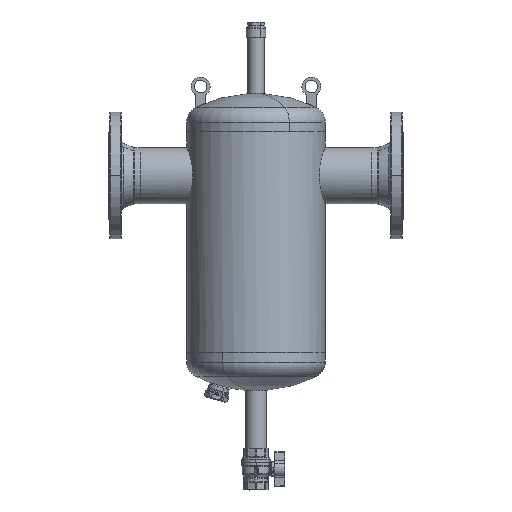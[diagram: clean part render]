
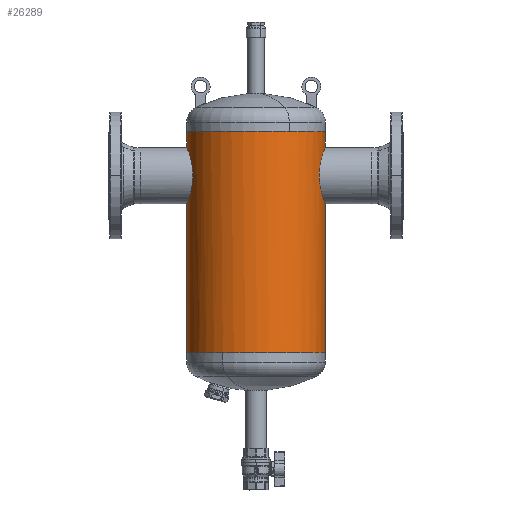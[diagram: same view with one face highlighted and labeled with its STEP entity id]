
A CAD part, front view. The second image highlights one B-rep face of the part: STEP entity #26289.
In plain terms, the highlighted cylindrical face has radius 109.5 mm (diameter 219 mm), a partial arc.
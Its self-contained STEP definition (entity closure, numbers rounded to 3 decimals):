
#26027=CARTESIAN_POINT('Line Origine',(109.5,0.,175.)) ;
#26031=CARTESIAN_POINT('Vertex',(109.5,0.,0.)) ;
#26033=CARTESIAN_POINT('Vertex',(109.5,0.,235.05)) ;
#26047=CARTESIAN_POINT('Vertex',(-109.5,0.,0.)) ;
#26050=CARTESIAN_POINT('Line Origine',(-109.5,0.,175.)) ;
#26054=CARTESIAN_POINT('Vertex',(-109.5,0.,235.05)) ;
#26092=CARTESIAN_POINT('Vertex',(-109.5,0.,324.95)) ;
#26095=CARTESIAN_POINT('Line Origine',(-109.5,0.,175.)) ;
#26099=CARTESIAN_POINT('Vertex',(-109.5,0.,350.)) ;
#26113=CARTESIAN_POINT('Vertex',(109.5,0.,350.)) ;
#26116=CARTESIAN_POINT('Line Origine',(109.5,0.,175.)) ;
#26120=CARTESIAN_POINT('Vertex',(109.5,0.,324.95)) ;
#26174=CARTESIAN_POINT('Axis2P3D Location',(0.,0.,175.)) ;
#26179=CARTESIAN_POINT('Axis2P3D Location',(0.,0.,0.)) ;
#26183=CARTESIAN_POINT('Vertex',(-52.497,-96.095,0.)) ;
#26186=CARTESIAN_POINT('Axis2P3D Location',(0.,0.,0.)) ;
#26192=CARTESIAN_POINT('Control Point',(99.849,-44.95,280.)) ;
#26193=CARTESIAN_POINT('Control Point',(99.849,-44.95,275.261)) ;
#26194=CARTESIAN_POINT('Control Point',(100.13,-44.325,270.521)) ;
#26195=CARTESIAN_POINT('Control Point',(100.693,-43.075,265.918)) ;
#26196=CARTESIAN_POINT('Control Point',(101.965,-40.063,258.698)) ;
#26197=CARTESIAN_POINT('Control Point',(103.563,-35.646,252.361)) ;
#26198=CARTESIAN_POINT('Control Point',(104.224,-33.686,250.004)) ;
#26199=CARTESIAN_POINT('Control Point',(105.555,-29.376,245.633)) ;
#26200=CARTESIAN_POINT('Control Point',(106.802,-24.373,242.043)) ;
#26201=CARTESIAN_POINT('Control Point',(107.382,-21.709,240.457)) ;
#26202=CARTESIAN_POINT('Control Point',(108.432,-15.981,237.686)) ;
#26203=CARTESIAN_POINT('Control Point',(109.131,-9.808,235.95)) ;
#26204=CARTESIAN_POINT('Control Point',(109.377,-6.567,235.35)) ;
#26205=CARTESIAN_POINT('Control Point',(109.5,-3.284,235.05)) ;
#26206=CARTESIAN_POINT('Control Point',(109.5,0.,235.05)) ;
#26207=CARTESIAN_POINT('Vertex',(99.849,-44.95,280.)) ;
#26211=CARTESIAN_POINT('Control Point',(99.849,-44.95,280.)) ;
#26212=CARTESIAN_POINT('Control Point',(99.849,-44.95,284.739)) ;
#26213=CARTESIAN_POINT('Control Point',(100.13,-44.325,289.479)) ;
#26214=CARTESIAN_POINT('Control Point',(100.693,-43.075,294.082)) ;
#26215=CARTESIAN_POINT('Control Point',(101.965,-40.063,301.302)) ;
#26216=CARTESIAN_POINT('Control Point',(103.563,-35.646,307.639)) ;
#26217=CARTESIAN_POINT('Control Point',(104.224,-33.686,309.996)) ;
#26218=CARTESIAN_POINT('Control Point',(105.555,-29.376,314.367)) ;
#26219=CARTESIAN_POINT('Control Point',(106.802,-24.373,317.957)) ;
#26220=CARTESIAN_POINT('Control Point',(107.382,-21.709,319.543)) ;
#26221=CARTESIAN_POINT('Control Point',(108.432,-15.981,322.314)) ;
#26222=CARTESIAN_POINT('Control Point',(109.131,-9.808,324.05)) ;
#26223=CARTESIAN_POINT('Control Point',(109.377,-6.567,324.65)) ;
#26224=CARTESIAN_POINT('Control Point',(109.5,-3.284,324.95)) ;
#26225=CARTESIAN_POINT('Control Point',(109.5,0.,324.95)) ;
#26227=CARTESIAN_POINT('Axis2P3D Location',(0.,0.,350.)) ;
#26231=CARTESIAN_POINT('Vertex',(52.497,-96.095,350.)) ;
#26234=CARTESIAN_POINT('Axis2P3D Location',(0.,0.,350.)) ;
#26240=CARTESIAN_POINT('Control Point',(-99.849,-44.95,280.)) ;
#26241=CARTESIAN_POINT('Control Point',(-99.849,-44.95,284.739)) ;
#26242=CARTESIAN_POINT('Control Point',(-100.13,-44.325,289.479)) ;
#26243=CARTESIAN_POINT('Control Point',(-100.693,-43.075,294.082)) ;
#26244=CARTESIAN_POINT('Control Point',(-101.965,-40.063,301.302)) ;
#26245=CARTESIAN_POINT('Control Point',(-103.563,-35.646,307.639)) ;
#26246=CARTESIAN_POINT('Control Point',(-104.224,-33.686,309.996)) ;
#26247=CARTESIAN_POINT('Control Point',(-105.555,-29.376,314.367)) ;
#26248=CARTESIAN_POINT('Control Point',(-106.802,-24.373,317.957)) ;
#26249=CARTESIAN_POINT('Control Point',(-107.382,-21.709,319.543)) ;
#26250=CARTESIAN_POINT('Control Point',(-108.432,-15.981,322.314)) ;
#26251=CARTESIAN_POINT('Control Point',(-109.131,-9.808,324.05)) ;
#26252=CARTESIAN_POINT('Control Point',(-109.377,-6.567,324.65)) ;
#26253=CARTESIAN_POINT('Control Point',(-109.5,-3.284,324.95)) ;
#26254=CARTESIAN_POINT('Control Point',(-109.5,0.,324.95)) ;
#26255=CARTESIAN_POINT('Vertex',(-99.849,-44.95,280.)) ;
#26259=CARTESIAN_POINT('Control Point',(-99.849,-44.95,280.)) ;
#26260=CARTESIAN_POINT('Control Point',(-99.849,-44.95,275.261)) ;
#26261=CARTESIAN_POINT('Control Point',(-100.13,-44.325,270.521)) ;
#26262=CARTESIAN_POINT('Control Point',(-100.693,-43.075,265.918)) ;
#26263=CARTESIAN_POINT('Control Point',(-101.965,-40.063,258.698)) ;
#26264=CARTESIAN_POINT('Control Point',(-103.563,-35.646,252.361)) ;
#26265=CARTESIAN_POINT('Control Point',(-104.224,-33.686,250.004)) ;
#26266=CARTESIAN_POINT('Control Point',(-105.555,-29.376,245.633)) ;
#26267=CARTESIAN_POINT('Control Point',(-106.802,-24.373,242.043)) ;
#26268=CARTESIAN_POINT('Control Point',(-107.382,-21.709,240.457)) ;
#26269=CARTESIAN_POINT('Control Point',(-108.432,-15.981,237.686)) ;
#26270=CARTESIAN_POINT('Control Point',(-109.131,-9.808,235.95)) ;
#26271=CARTESIAN_POINT('Control Point',(-109.377,-6.567,235.35)) ;
#26272=CARTESIAN_POINT('Control Point',(-109.5,-3.284,235.05)) ;
#26273=CARTESIAN_POINT('Control Point',(-109.5,0.,235.05)) ;
#26029=VECTOR('Line Direction',#26028,1.) ;
#26052=VECTOR('Line Direction',#26051,1.) ;
#26097=VECTOR('Line Direction',#26096,1.) ;
#26118=VECTOR('Line Direction',#26117,1.) ;
#26028=DIRECTION('Vector Direction',(0.,0.,1.)) ;
#26051=DIRECTION('Vector Direction',(0.,0.,1.)) ;
#26096=DIRECTION('Vector Direction',(0.,0.,1.)) ;
#26117=DIRECTION('Vector Direction',(0.,0.,1.)) ;
#26175=DIRECTION('Axis2P3D Direction',(0.,0.,1.)) ;
#26176=DIRECTION('Axis2P3D XDirection',(-1.,0.,-0.)) ;
#26180=DIRECTION('Axis2P3D Direction',(0.,0.,1.)) ;
#26187=DIRECTION('Axis2P3D Direction',(0.,0.,1.)) ;
#26228=DIRECTION('Axis2P3D Direction',(0.,0.,1.)) ;
#26235=DIRECTION('Axis2P3D Direction',(0.,0.,1.)) ;
#26177=AXIS2_PLACEMENT_3D('Cylinder Axis2P3D',#26174,#26175,#26176) ;
#26181=AXIS2_PLACEMENT_3D('Circle Axis2P3D',#26179,#26180,$) ;
#26188=AXIS2_PLACEMENT_3D('Circle Axis2P3D',#26186,#26187,$) ;
#26229=AXIS2_PLACEMENT_3D('Circle Axis2P3D',#26227,#26228,$) ;
#26236=AXIS2_PLACEMENT_3D('Circle Axis2P3D',#26234,#26235,$) ;
#26030=LINE('Line',#26027,#26029) ;
#26053=LINE('Line',#26050,#26052) ;
#26098=LINE('Line',#26095,#26097) ;
#26119=LINE('Line',#26116,#26118) ;
#26182=CIRCLE('generated circle',#26181,109.5) ;
#26189=CIRCLE('generated circle',#26188,109.5) ;
#26230=CIRCLE('generated circle',#26229,109.5) ;
#26237=CIRCLE('generated circle',#26236,109.5) ;
#26178=CYLINDRICAL_SURFACE('generated cylinder',#26177,109.5) ;
#26035=EDGE_CURVE('',#26032,#26034,#26030,.T.) ;
#26056=EDGE_CURVE('',#26048,#26055,#26053,.T.) ;
#26101=EDGE_CURVE('',#26093,#26100,#26098,.T.) ;
#26122=EDGE_CURVE('',#26121,#26114,#26119,.T.) ;
#26185=EDGE_CURVE('',#26184,#26048,#26182,.F.) ;
#26190=EDGE_CURVE('',#26184,#26032,#26189,.T.) ;
#26209=EDGE_CURVE('',#26208,#26034,#26191,.T.) ;
#26226=EDGE_CURVE('',#26208,#26121,#26210,.T.) ;
#26233=EDGE_CURVE('',#26232,#26114,#26230,.T.) ;
#26238=EDGE_CURVE('',#26100,#26232,#26237,.T.) ;
#26257=EDGE_CURVE('',#26256,#26093,#26239,.T.) ;
#26274=EDGE_CURVE('',#26256,#26055,#26258,.T.) ;
#26276=ORIENTED_EDGE('',*,*,#26056,.F.) ;
#26277=ORIENTED_EDGE('',*,*,#26185,.F.) ;
#26278=ORIENTED_EDGE('',*,*,#26190,.T.) ;
#26279=ORIENTED_EDGE('',*,*,#26035,.T.) ;
#26280=ORIENTED_EDGE('',*,*,#26209,.F.) ;
#26281=ORIENTED_EDGE('',*,*,#26226,.T.) ;
#26282=ORIENTED_EDGE('',*,*,#26122,.T.) ;
#26283=ORIENTED_EDGE('',*,*,#26233,.F.) ;
#26284=ORIENTED_EDGE('',*,*,#26238,.F.) ;
#26285=ORIENTED_EDGE('',*,*,#26101,.F.) ;
#26286=ORIENTED_EDGE('',*,*,#26257,.F.) ;
#26287=ORIENTED_EDGE('',*,*,#26274,.T.) ;
#26275=EDGE_LOOP('',(#26276,#26277,#26278,#26279,#26280,#26281,#26282,#26283,#26284,#26285,#26286,#26287)) ;
#26032=VERTEX_POINT('',#26031) ;
#26034=VERTEX_POINT('',#26033) ;
#26048=VERTEX_POINT('',#26047) ;
#26055=VERTEX_POINT('',#26054) ;
#26093=VERTEX_POINT('',#26092) ;
#26100=VERTEX_POINT('',#26099) ;
#26114=VERTEX_POINT('',#26113) ;
#26121=VERTEX_POINT('',#26120) ;
#26184=VERTEX_POINT('',#26183) ;
#26208=VERTEX_POINT('',#26207) ;
#26232=VERTEX_POINT('',#26231) ;
#26256=VERTEX_POINT('',#26255) ;
#26289=ADVANCED_FACE('49625.1\\39715_00.1',(#26288),#26178,.T.) ;
#26191=B_SPLINE_CURVE_WITH_KNOTS('',5,(#26192,#26193,#26194,#26195,#26196,#26197,#26198,#26199,#26200,#26201,#26202,#26203,#26204,#26205,#26206),.UNSPECIFIED.,.F.,.U.,(6,3,3,3,6),(0.,33.512,55.578,77.774,100.993),.UNSPECIFIED.) ;
#26210=B_SPLINE_CURVE_WITH_KNOTS('',5,(#26211,#26212,#26213,#26214,#26215,#26216,#26217,#26218,#26219,#26220,#26221,#26222,#26223,#26224,#26225),.UNSPECIFIED.,.F.,.U.,(6,3,3,3,6),(0.,33.512,55.578,77.774,100.993),.UNSPECIFIED.) ;
#26239=B_SPLINE_CURVE_WITH_KNOTS('',5,(#26240,#26241,#26242,#26243,#26244,#26245,#26246,#26247,#26248,#26249,#26250,#26251,#26252,#26253,#26254),.UNSPECIFIED.,.F.,.U.,(6,3,3,3,6),(0.,33.512,55.578,77.774,100.993),.UNSPECIFIED.) ;
#26258=B_SPLINE_CURVE_WITH_KNOTS('',5,(#26259,#26260,#26261,#26262,#26263,#26264,#26265,#26266,#26267,#26268,#26269,#26270,#26271,#26272,#26273),.UNSPECIFIED.,.F.,.U.,(6,3,3,3,6),(0.,33.512,55.578,77.774,100.993),.UNSPECIFIED.) ;
#26288=FACE_OUTER_BOUND('',#26275,.T.) ;
